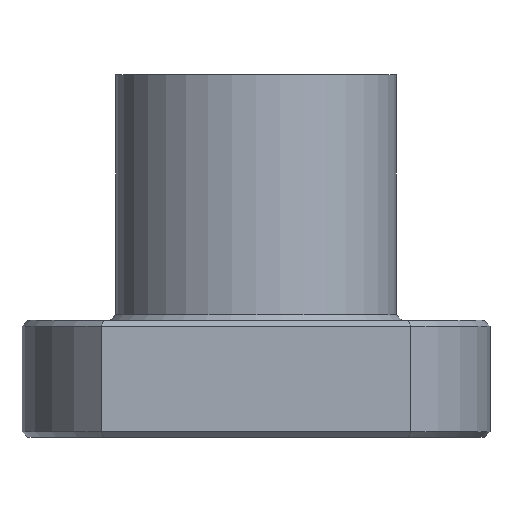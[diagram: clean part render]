
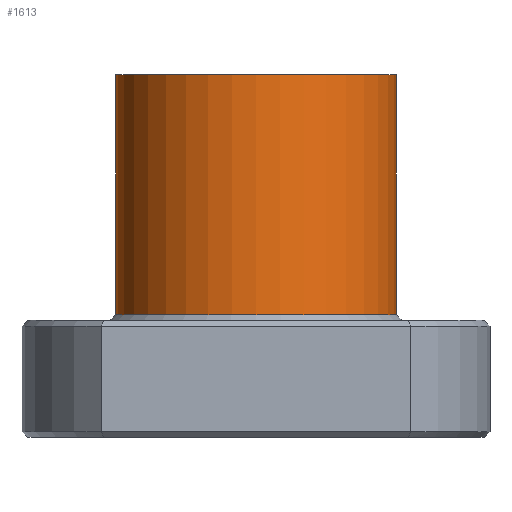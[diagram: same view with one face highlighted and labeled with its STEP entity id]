
A CAD part, front view. The second image highlights one B-rep face of the part: STEP entity #1613.
In plain terms, the highlighted cylindrical face has radius 12 mm (diameter 24 mm), a partial arc.
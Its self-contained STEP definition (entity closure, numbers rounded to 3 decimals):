
#15 = EDGE_CURVE ( 'NONE', #1466, #919, #1580, .T. ) ;
#35 = ORIENTED_EDGE ( 'NONE', *, *, #85, .T. ) ;
#55 = CARTESIAN_POINT ( 'NONE',  ( 12., 0., 31. ) ) ;
#68 = LINE ( 'NONE', #395, #1280 ) ;
#79 = CARTESIAN_POINT ( 'NONE',  ( 12., 0., 31. ) ) ;
#85 = EDGE_CURVE ( 'NONE', #1048, #126, #1453, .T. ) ;
#86 = CARTESIAN_POINT ( 'NONE',  ( 12., 0., 10.5 ) ) ;
#126 = VERTEX_POINT ( 'NONE', #86 ) ;
#144 = FACE_OUTER_BOUND ( 'NONE', #1253, .T. ) ;
#189 = ORIENTED_EDGE ( 'NONE', *, *, #15, .F. ) ;
#302 = DIRECTION ( 'NONE',  ( -1., 0., 0. ) ) ;
#323 = CARTESIAN_POINT ( 'NONE',  ( 0., 0., 31. ) ) ;
#379 = EDGE_CURVE ( 'NONE', #919, #126, #635, .T. ) ;
#383 = DIRECTION ( 'NONE',  ( 0., 0., 1. ) ) ;
#387 = AXIS2_PLACEMENT_3D ( 'NONE', #1758, #1640, #1779 ) ;
#395 = CARTESIAN_POINT ( 'NONE',  ( -12., 0., 31. ) ) ;
#450 = ORIENTED_EDGE ( 'NONE', *, *, #1291, .T. ) ;
#524 = CARTESIAN_POINT ( 'NONE',  ( 0., 0., 31. ) ) ;
#635 = LINE ( 'NONE', #55, #885 ) ;
#637 = AXIS2_PLACEMENT_3D ( 'NONE', #524, #383, #1719 ) ;
#772 = CYLINDRICAL_SURFACE ( 'NONE', #1495, 12. ) ;
#885 = VECTOR ( 'NONE', #1551, 1000. ) ;
#919 = VERTEX_POINT ( 'NONE', #79 ) ;
#966 = ORIENTED_EDGE ( 'NONE', *, *, #379, .F. ) ;
#1028 = CARTESIAN_POINT ( 'NONE',  ( -12., 0., 10.5 ) ) ;
#1048 = VERTEX_POINT ( 'NONE', #1028 ) ;
#1067 = DIRECTION ( 'NONE',  ( 0., 0., -1. ) ) ;
#1253 = EDGE_LOOP ( 'NONE', ( #966, #189, #450, #35 ) ) ;
#1280 = VECTOR ( 'NONE', #1750, 1000. ) ;
#1291 = EDGE_CURVE ( 'NONE', #1466, #1048, #68, .T. ) ;
#1320 = CARTESIAN_POINT ( 'NONE',  ( -12., 0., 31. ) ) ;
#1453 = CIRCLE ( 'NONE', #387, 12. ) ;
#1466 = VERTEX_POINT ( 'NONE', #1320 ) ;
#1495 = AXIS2_PLACEMENT_3D ( 'NONE', #323, #1067, #302 ) ;
#1551 = DIRECTION ( 'NONE',  ( 0., 0., -1. ) ) ;
#1580 = CIRCLE ( 'NONE', #637, 12. ) ;
#1613 = ADVANCED_FACE ( 'NONE', ( #144 ), #772, .T. ) ;
#1640 = DIRECTION ( 'NONE',  ( 0., 0., 1. ) ) ;
#1719 = DIRECTION ( 'NONE',  ( 1., 0., 0. ) ) ;
#1750 = DIRECTION ( 'NONE',  ( 0., 0., -1. ) ) ;
#1758 = CARTESIAN_POINT ( 'NONE',  ( 0., 0., 10.5 ) ) ;
#1779 = DIRECTION ( 'NONE',  ( 1., 0., 0. ) ) ;
